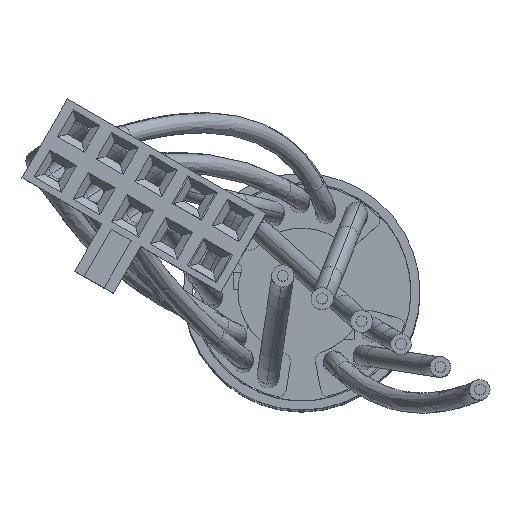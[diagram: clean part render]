
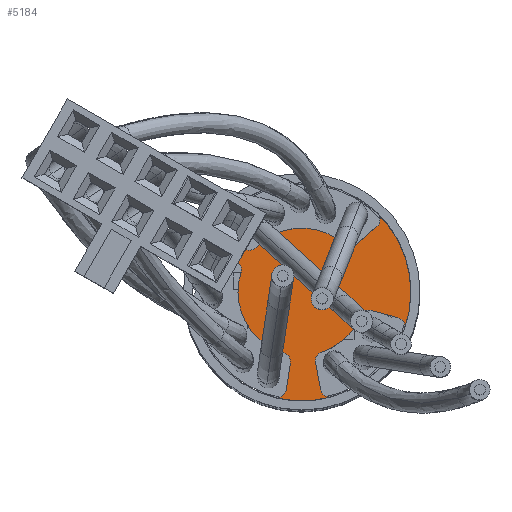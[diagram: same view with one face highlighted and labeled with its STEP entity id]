
A CAD part, top view. The second image highlights one B-rep face of the part: STEP entity #5184.
In plain terms, the highlighted planar face has unit normal (0, 0, 1).
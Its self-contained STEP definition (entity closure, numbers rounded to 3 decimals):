
#4572=CARTESIAN_POINT('',(0.,0.,45.25));
#4573=DIRECTION('',(0.,0.,1.));
#4574=DIRECTION('',(-0.246,-0.969,0.));
#4575=AXIS2_PLACEMENT_3D('',#4572,#4573,#4574);
#4615=CARTESIAN_POINT('',(1.536,-5.281,45.25));
#4616=DIRECTION('',(0.,0.,-1.));
#4617=DIRECTION('',(0.279,-0.96,0.));
#4618=AXIS2_PLACEMENT_3D('',#4615,#4616,#4617);
#4625=DIRECTION('',(0.156,0.988,0.));
#4626=VECTOR('',#4625,1.509);
#4627=CARTESIAN_POINT('',(-0.857,-5.41,45.25));
#4628=LINE('',#4627,#4626);
#4629=CARTESIAN_POINT('',(-1.115,-3.842,45.25));
#4630=DIRECTION('',(0.,0.,1.));
#4631=DIRECTION('',(0.988,-0.156,0.));
#4632=AXIS2_PLACEMENT_3D('',#4629,#4630,#4631);
#4634=CARTESIAN_POINT('',(-5.175,1.862,45.25));
#4635=DIRECTION('',(0.,0.,1.));
#4636=DIRECTION('',(0.423,0.906,0.));
#4637=AXIS2_PLACEMENT_3D('',#4634,#4635,#4636);
#4639=CARTESIAN_POINT('',(0.,0.,45.25));
#4640=DIRECTION('',(0.,0.,1.));
#4641=DIRECTION('',(-0.741,0.672,0.));
#4642=AXIS2_PLACEMENT_3D('',#4639,#4640,#4641);
#4644=CARTESIAN_POINT('',(-4.073,3.696,45.25));
#4645=DIRECTION('',(0.,0.,1.));
#4646=DIRECTION('',(-0.741,0.672,0.));
#4647=AXIS2_PLACEMENT_3D('',#4644,#4645,#4646);
#4649=CARTESIAN_POINT('',(2.667,2.981,45.25));
#4650=DIRECTION('',(0.,0.,1.));
#4651=DIRECTION('',(-0.667,-0.745,0.));
#4652=AXIS2_PLACEMENT_3D('',#4649,#4650,#4651);
#4654=DIRECTION('',(0.755,0.656,0.));
#4655=VECTOR('',#4654,1.509);
#4656=CARTESIAN_POINT('',(2.995,2.604,45.25));
#4657=LINE('',#4656,#4655);
#4658=CARTESIAN_POINT('',(3.806,3.971,45.25));
#4659=DIRECTION('',(0.,0.,1.));
#4660=DIRECTION('',(0.656,-0.755,0.));
#4661=AXIS2_PLACEMENT_3D('',#4658,#4659,#4660);
#4663=CARTESIAN_POINT('',(0.,0.,45.25));
#4664=DIRECTION('',(0.,0.,1.));
#4665=DIRECTION('',(0.938,-0.346,0.));
#4666=AXIS2_PLACEMENT_3D('',#4663,#4664,#4665);
#4668=CARTESIAN_POINT('',(3.704,-1.51,45.25));
#4669=DIRECTION('',(0.,0.,1.));
#4670=DIRECTION('',(0.259,0.966,0.));
#4671=AXIS2_PLACEMENT_3D('',#4668,#4669,#4670);
#4673=CARTESIAN_POINT('',(0.,0.,45.25));
#4674=DIRECTION('',(0.,0.,-1.));
#4675=DIRECTION('',(0.926,-0.378,0.));
#4676=AXIS2_PLACEMENT_3D('',#4673,#4674,#4675);
#4678=CARTESIAN_POINT('',(1.248,-3.8,45.25));
#4679=DIRECTION('',(0.,0.,1.));
#4680=DIRECTION('',(-0.312,0.95,0.));
#4681=AXIS2_PLACEMENT_3D('',#4678,#4679,#4680);
#4683=CARTESIAN_POINT('',(-1.351,-5.332,45.25));
#4684=DIRECTION('',(0.,0.,1.));
#4685=DIRECTION('',(-0.246,-0.969,0.));
#4686=AXIS2_PLACEMENT_3D('',#4683,#4684,#4685);
#4688=CARTESIAN_POINT('',(0.,0.,45.25));
#4689=DIRECTION('',(0.,0.,1.));
#4690=DIRECTION('',(-0.952,0.306,0.));
#4691=AXIS2_PLACEMENT_3D('',#4688,#4689,#4690);
#4800=CARTESIAN_POINT('',(0.,0.,45.25));
#4801=DIRECTION('',(0.,0.,1.));
#4802=DIRECTION('',(0.667,0.745,0.));
#4803=AXIS2_PLACEMENT_3D('',#4800,#4801,#4802);
#4813=CARTESIAN_POINT('',(-2.869,2.788,45.25));
#4814=DIRECTION('',(0.,0.,-1.));
#4815=DIRECTION('',(0.717,-0.697,0.));
#4816=AXIS2_PLACEMENT_3D('',#4813,#4814,#4815);
#4823=DIRECTION('',(0.799,-0.602,0.));
#4824=VECTOR('',#4823,1.509);
#4825=CARTESIAN_POINT('',(-4.374,3.296,45.25));
#4826=LINE('',#4825,#4824);
#4835=DIRECTION('',(-0.906,0.423,0.));
#4836=VECTOR('',#4835,1.509);
#4837=CARTESIAN_POINT('',(-3.597,1.677,45.25));
#4838=LINE('',#4837,#4836);
#4847=CARTESIAN_POINT('',(-3.808,1.224,45.25));
#4848=DIRECTION('',(0.,0.,-1.));
#4849=DIRECTION('',(0.423,0.906,0.));
#4850=AXIS2_PLACEMENT_3D('',#4847,#4848,#4849);
#4857=DIRECTION('',(0.191,-0.982,0.));
#4858=VECTOR('',#4857,1.509);
#4859=CARTESIAN_POINT('',(0.757,-3.896,45.25));
#4860=LINE('',#4859,#4858);
#4869=DIRECTION('',(-0.966,0.259,0.));
#4870=VECTOR('',#4869,1.509);
#4871=CARTESIAN_POINT('',(5.291,-1.418,45.25));
#4872=LINE('',#4871,#4870);
#4881=CARTESIAN_POINT('',(5.161,-1.901,45.25));
#4882=DIRECTION('',(0.,0.,-1.));
#4883=DIRECTION('',(0.259,0.966,0.));
#4884=AXIS2_PLACEMENT_3D('',#4881,#4882,#4883);
#4955=CARTESIAN_POINT('',(-0.857,-5.41,45.25));
#4956=CARTESIAN_POINT('',(-0.621,-3.92,45.25));
#4957=VERTEX_POINT('',#4955);
#4958=VERTEX_POINT('',#4956);
#4959=CARTESIAN_POINT('',(-3.332,1.071,45.25));
#4960=CARTESIAN_POINT('',(-0.975,-3.361,45.25));
#4961=VERTEX_POINT('',#4959);
#4962=VERTEX_POINT('',#4960);
#4963=CARTESIAN_POINT('',(-3.597,1.677,45.25));
#4964=CARTESIAN_POINT('',(-4.964,2.315,45.25));
#4965=VERTEX_POINT('',#4963);
#4966=VERTEX_POINT('',#4964);
#4967=CARTESIAN_POINT('',(0.757,-3.896,45.25));
#4968=CARTESIAN_POINT('',(1.045,-5.377,45.25));
#4969=VERTEX_POINT('',#4967);
#4970=VERTEX_POINT('',#4968);
#4971=CARTESIAN_POINT('',(5.291,-1.418,45.25));
#4972=CARTESIAN_POINT('',(3.833,-1.027,45.25));
#4973=VERTEX_POINT('',#4971);
#4974=VERTEX_POINT('',#4972);
#4975=CARTESIAN_POINT('',(1.092,-3.325,45.25));
#4976=CARTESIAN_POINT('',(3.241,-1.321,45.25));
#4977=VERTEX_POINT('',#4975);
#4978=VERTEX_POINT('',#4976);
#4979=CARTESIAN_POINT('',(2.995,2.604,45.25));
#4980=CARTESIAN_POINT('',(4.134,3.593,45.25));
#4981=VERTEX_POINT('',#4979);
#4982=VERTEX_POINT('',#4980);
#4983=CARTESIAN_POINT('',(-4.374,3.296,45.25));
#4984=CARTESIAN_POINT('',(-3.169,2.388,45.25));
#4985=VERTEX_POINT('',#4983);
#4986=VERTEX_POINT('',#4984);
#4987=CARTESIAN_POINT('',(2.334,2.608,45.25));
#4988=CARTESIAN_POINT('',(-2.51,2.439,45.25));
#4989=VERTEX_POINT('',#4987);
#4990=VERTEX_POINT('',#4988);
#4991=CARTESIAN_POINT('',(-1.473,-5.816,45.25));
#4992=VERTEX_POINT('',#4991);
#4993=CARTESIAN_POINT('',(1.676,-5.761,45.25));
#4994=VERTEX_POINT('',#4993);
#4997=CARTESIAN_POINT('',(5.63,-2.073,45.25));
#4998=VERTEX_POINT('',#4997);
#5001=CARTESIAN_POINT('',(-5.646,2.031,45.25));
#5002=VERTEX_POINT('',#5001);
#5003=CARTESIAN_POINT('',(-4.444,4.032,45.25));
#5004=VERTEX_POINT('',#5003);
#5005=CARTESIAN_POINT('',(4.152,4.332,45.25));
#5006=VERTEX_POINT('',#5005);
#5133=CARTESIAN_POINT('',(0.,0.,45.25));
#5134=DIRECTION('',(0.,0.,1.));
#5135=DIRECTION('',(0.,1.,0.));
#5136=AXIS2_PLACEMENT_3D('',#5133,#5134,#5135);
#5137=PLANE('',#5136);
#5139=ORIENTED_EDGE('',*,*,#5138,.T.);
#5141=ORIENTED_EDGE('',*,*,#5140,.T.);
#5143=ORIENTED_EDGE('',*,*,#5142,.F.);
#5145=ORIENTED_EDGE('',*,*,#5144,.F.);
#5147=ORIENTED_EDGE('',*,*,#5146,.T.);
#5149=ORIENTED_EDGE('',*,*,#5148,.T.);
#5150=ORIENTED_EDGE('',*,*,#5085,.F.);
#5152=ORIENTED_EDGE('',*,*,#5151,.T.);
#5154=ORIENTED_EDGE('',*,*,#5153,.T.);
#5156=ORIENTED_EDGE('',*,*,#5155,.F.);
#5158=ORIENTED_EDGE('',*,*,#5157,.F.);
#5160=ORIENTED_EDGE('',*,*,#5159,.T.);
#5162=ORIENTED_EDGE('',*,*,#5161,.T.);
#5164=ORIENTED_EDGE('',*,*,#5163,.T.);
#5165=ORIENTED_EDGE('',*,*,#5061,.F.);
#5167=ORIENTED_EDGE('',*,*,#5166,.F.);
#5169=ORIENTED_EDGE('',*,*,#5168,.T.);
#5171=ORIENTED_EDGE('',*,*,#5170,.T.);
#5173=ORIENTED_EDGE('',*,*,#5172,.T.);
#5175=ORIENTED_EDGE('',*,*,#5174,.T.);
#5177=ORIENTED_EDGE('',*,*,#5176,.T.);
#5178=ORIENTED_EDGE('',*,*,#5123,.F.);
#5179=ORIENTED_EDGE('',*,*,#5077,.F.);
#5181=ORIENTED_EDGE('',*,*,#5180,.T.);
#5182=EDGE_LOOP('',(#5139,#5141,#5143,#5145,#5147,#5149,#5150,#5152,#5154,#5156,
#5158,#5160,#5162,#5164,#5165,#5167,#5169,#5171,#5173,#5175,#5177,#5178,#5179,
#5181));
#5183=FACE_OUTER_BOUND('',#5182,.F.);
#5184=ADVANCED_FACE('',(#5183),#5137,.T.);
#4576=CIRCLE('',#4575,6.);
#4619=CIRCLE('',#4618,0.5);
#4633=CIRCLE('',#4632,0.5);
#4638=CIRCLE('',#4637,0.5);
#4643=CIRCLE('',#4642,6.);
#4648=CIRCLE('',#4647,0.5);
#4653=CIRCLE('',#4652,0.5);
#4662=CIRCLE('',#4661,0.5);
#4667=CIRCLE('',#4666,6.);
#4672=CIRCLE('',#4671,0.5);
#4677=CIRCLE('',#4676,3.5);
#4682=CIRCLE('',#4681,0.5);
#4687=CIRCLE('',#4686,0.5);
#4692=CIRCLE('',#4691,3.5);
#4804=CIRCLE('',#4803,3.5);
#4817=CIRCLE('',#4816,0.5);
#4851=CIRCLE('',#4850,0.5);
#4885=CIRCLE('',#4884,0.5);
#5061=EDGE_CURVE('',#4998,#5006,#4667,.T.);
#5077=EDGE_CURVE('',#4992,#4994,#4576,.T.);
#5085=EDGE_CURVE('',#5004,#5002,#4643,.T.);
#5123=EDGE_CURVE('',#4994,#4970,#4619,.T.);
#5138=EDGE_CURVE('',#4957,#4958,#4628,.T.);
#5140=EDGE_CURVE('',#4958,#4962,#4633,.T.);
#5142=EDGE_CURVE('',#4961,#4962,#4692,.T.);
#5144=EDGE_CURVE('',#4965,#4961,#4851,.T.);
#5146=EDGE_CURVE('',#4965,#4966,#4838,.T.);
#5148=EDGE_CURVE('',#4966,#5002,#4638,.T.);
#5151=EDGE_CURVE('',#5004,#4985,#4648,.T.);
#5153=EDGE_CURVE('',#4985,#4986,#4826,.T.);
#5155=EDGE_CURVE('',#4990,#4986,#4817,.T.);
#5157=EDGE_CURVE('',#4989,#4990,#4804,.T.);
#5159=EDGE_CURVE('',#4989,#4981,#4653,.T.);
#5161=EDGE_CURVE('',#4981,#4982,#4657,.T.);
#5163=EDGE_CURVE('',#4982,#5006,#4662,.T.);
#5166=EDGE_CURVE('',#4973,#4998,#4885,.T.);
#5168=EDGE_CURVE('',#4973,#4974,#4872,.T.);
#5170=EDGE_CURVE('',#4974,#4978,#4672,.T.);
#5172=EDGE_CURVE('',#4978,#4977,#4677,.T.);
#5174=EDGE_CURVE('',#4977,#4969,#4682,.T.);
#5176=EDGE_CURVE('',#4969,#4970,#4860,.T.);
#5180=EDGE_CURVE('',#4992,#4957,#4687,.T.);
